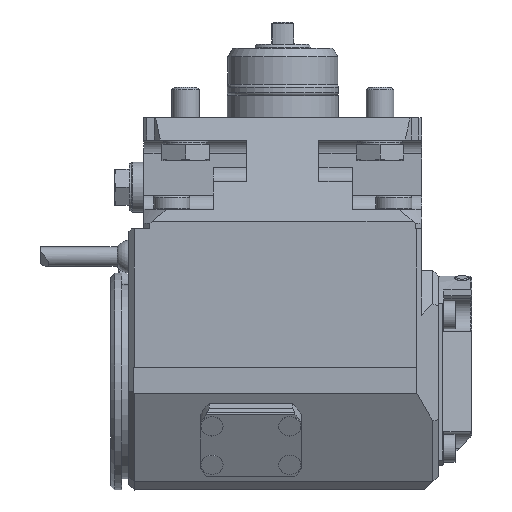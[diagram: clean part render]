
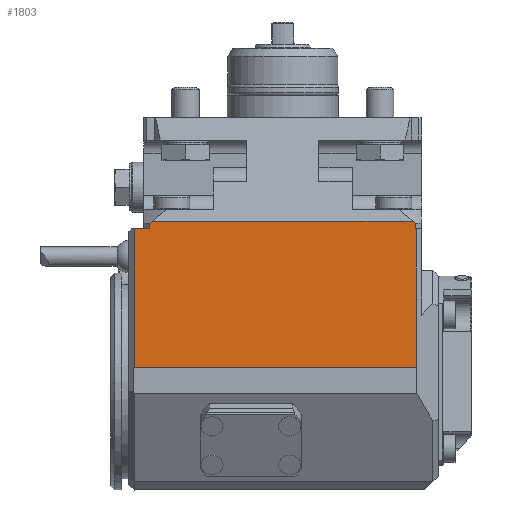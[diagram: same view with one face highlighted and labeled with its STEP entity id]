
A CAD part, front view. The second image highlights one B-rep face of the part: STEP entity #1803.
In plain terms, the highlighted planar face has unit normal (0, -1, 0).
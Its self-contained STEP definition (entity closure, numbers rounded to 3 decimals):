
#228=LINE('',#9562,#710);
#235=LINE('',#9591,#717);
#279=LINE('',#9715,#761);
#500=LINE('',#10810,#982);
#502=LINE('',#10814,#984);
#503=LINE('',#10816,#985);
#508=LINE('',#10825,#990);
#511=LINE('',#10830,#993);
#710=VECTOR('',#7470,1.);
#717=VECTOR('',#7495,1.);
#761=VECTOR('',#7599,1.);
#982=VECTOR('',#8432,1.);
#984=VECTOR('',#8436,1.);
#985=VECTOR('',#8439,1.);
#990=VECTOR('',#8446,1.);
#993=VECTOR('',#8451,1.);
#1411=B_SPLINE_CURVE_WITH_KNOTS('',3,(#9553,#9554,#9555,#9556),
 .UNSPECIFIED.,.F.,.F.,(4,4),(0.,1.),.UNSPECIFIED.);
#1415=B_SPLINE_CURVE_WITH_KNOTS('',3,(#9710,#9711,#9712,#9713),
 .UNSPECIFIED.,.F.,.F.,(4,4),(0.,1.),.UNSPECIFIED.);
#1803=ADVANCED_FACE('',(#2347),#2066,.T.);
#2066=PLANE('',#6911);
#2347=FACE_OUTER_BOUND('',#2790,.T.);
#2790=EDGE_LOOP('',(#4211,#4212,#4213,#4214,#4215,#4216,#4217,#4218,#4219,
#4220));
#4211=ORIENTED_EDGE('',*,*,#5954,.F.);
#4212=ORIENTED_EDGE('',*,*,#5951,.T.);
#4213=ORIENTED_EDGE('',*,*,#5946,.F.);
#4214=ORIENTED_EDGE('',*,*,#5461,.F.);
#4215=ORIENTED_EDGE('',*,*,#5458,.T.);
#4216=ORIENTED_EDGE('',*,*,#5474,.F.);
#4217=ORIENTED_EDGE('',*,*,#5531,.T.);
#4218=ORIENTED_EDGE('',*,*,#5532,.F.);
#4219=ORIENTED_EDGE('',*,*,#5945,.F.);
#4220=ORIENTED_EDGE('',*,*,#5943,.T.);
#4818=VERTEX_POINT('',#9552);
#4819=VERTEX_POINT('',#9557);
#4821=VERTEX_POINT('',#9563);
#4829=VERTEX_POINT('',#9590);
#4867=VERTEX_POINT('',#9709);
#4868=VERTEX_POINT('',#9716);
#5135=VERTEX_POINT('',#10809);
#5136=VERTEX_POINT('',#10811);
#5137=VERTEX_POINT('',#10817);
#5140=VERTEX_POINT('',#10826);
#5458=EDGE_CURVE('',#4819,#4818,#1411,.T.);
#5461=EDGE_CURVE('',#4819,#4821,#228,.T.);
#5474=EDGE_CURVE('',#4829,#4818,#235,.T.);
#5531=EDGE_CURVE('',#4829,#4867,#1415,.T.);
#5532=EDGE_CURVE('',#4868,#4867,#279,.T.);
#5943=EDGE_CURVE('',#5136,#5135,#500,.T.);
#5945=EDGE_CURVE('',#5136,#4868,#502,.T.);
#5946=EDGE_CURVE('',#4821,#5137,#503,.T.);
#5951=EDGE_CURVE('',#5140,#5137,#508,.T.);
#5954=EDGE_CURVE('',#5140,#5135,#511,.T.);
#6911=AXIS2_PLACEMENT_3D('',#10832,#8454,#8455);
#7470=DIRECTION('',(0.,0.,-1.));
#7495=DIRECTION('',(1.,0.,0.));
#7599=DIRECTION('',(0.,0.,1.));
#8432=DIRECTION('',(0.,0.,-1.));
#8436=DIRECTION('',(1.,0.,0.));
#8439=DIRECTION('',(1.,0.,0.));
#8446=DIRECTION('',(0.,0.,1.));
#8451=DIRECTION('',(-1.,0.,0.));
#8454=DIRECTION('',(0.,-1.,0.));
#8455=DIRECTION('',(-1.,0.,0.));
#9552=CARTESIAN_POINT('',(46.916,-44.,-37.321));
#9553=CARTESIAN_POINT('',(47.843,-44.,-38.));
#9554=CARTESIAN_POINT('',(47.535,-44.,-37.773));
#9555=CARTESIAN_POINT('',(47.226,-44.,-37.546));
#9556=CARTESIAN_POINT('',(46.916,-44.,-37.321));
#9557=CARTESIAN_POINT('',(47.843,-44.,-38.));
#9562=CARTESIAN_POINT('',(47.843,-44.,159.906));
#9563=CARTESIAN_POINT('',(47.843,-44.,-40.));
#9590=CARTESIAN_POINT('',(-46.916,-44.,-37.321));
#9591=CARTESIAN_POINT('',(-166.914,-44.,-37.321));
#9709=CARTESIAN_POINT('',(-47.843,-44.,-38.));
#9710=CARTESIAN_POINT('',(-46.916,-44.,-37.321));
#9711=CARTESIAN_POINT('',(-47.226,-44.,-37.546));
#9712=CARTESIAN_POINT('',(-47.535,-44.,-37.773));
#9713=CARTESIAN_POINT('',(-47.843,-44.,-38.));
#9715=CARTESIAN_POINT('',(-47.843,-44.,159.906));
#9716=CARTESIAN_POINT('',(-47.843,-44.,-40.));
#10809=CARTESIAN_POINT('',(-53.5,-44.,-89.79));
#10810=CARTESIAN_POINT('',(-53.5,-44.,-138.));
#10811=CARTESIAN_POINT('',(-53.5,-44.,-40.));
#10814=CARTESIAN_POINT('',(-55.5,-44.,-40.));
#10816=CARTESIAN_POINT('',(-55.5,-44.,-40.));
#10817=CARTESIAN_POINT('',(48.,-44.,-40.));
#10825=CARTESIAN_POINT('',(48.,-44.,-210.33));
#10826=CARTESIAN_POINT('',(48.,-44.,-89.79));
#10830=CARTESIAN_POINT('',(56.,-44.,-89.79));
#10832=CARTESIAN_POINT('',(-55.5,-44.,-138.));
